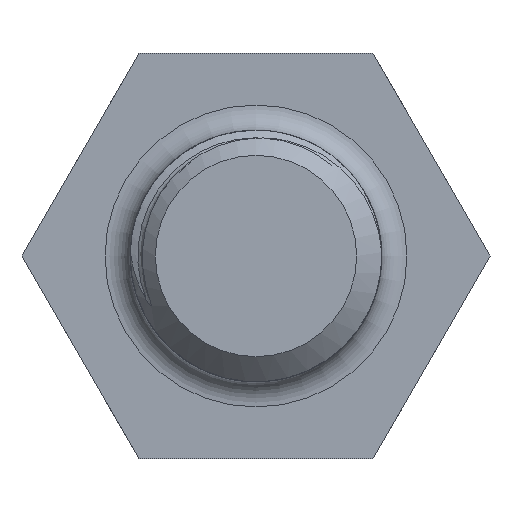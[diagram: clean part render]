
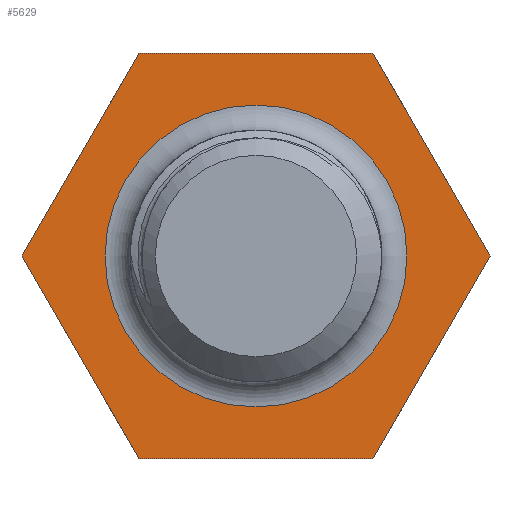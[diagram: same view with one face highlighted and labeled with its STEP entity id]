
A CAD part, front view. The second image highlights one B-rep face of the part: STEP entity #5629.
In plain terms, the highlighted planar face has unit normal (0, -1, 0).
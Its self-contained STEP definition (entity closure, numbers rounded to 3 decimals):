
#5563=CARTESIAN_POINT('',(0.0,0.0,0.0));
#5564=DIRECTION('',(0.0,1.0,0.0));
#5565=DIRECTION('',(0.0,-0.0,1.0));
#5566=AXIS2_PLACEMENT_3D('',#5563,#5564,#5565);
#5567=PLANE('',#5566);
#5568=CARTESIAN_POINT('',(0.,0.,6.0));
#5569=VERTEX_POINT('',#5568);
#5570=CARTESIAN_POINT('',(0.0,0.0,0.0));
#5571=DIRECTION('',(0.0,1.0,0.0));
#5572=DIRECTION('',(0.0,-0.0,1.0));
#5573=AXIS2_PLACEMENT_3D('',#5570,#5571,#5572);
#5574=CIRCLE('',#5573,6.0);
#5575=EDGE_CURVE('',#5569,#5569,#5574,.T.);
#5576=ORIENTED_EDGE('',*,*,#5575,.T.);
#5577=EDGE_LOOP('',(#5576));
#5578=FACE_BOUND('',#5577,.T.);
#5579=CARTESIAN_POINT('',(-4.65,0.0,-8.054));
#5580=VERTEX_POINT('',#5579);
#5581=CARTESIAN_POINT('',(-9.3,0.0,0.0));
#5582=VERTEX_POINT('',#5581);
#5583=CARTESIAN_POINT('',(-4.65,0.0,-8.054));
#5584=DIRECTION('',(-0.5,0.0,0.866));
#5585=VECTOR('',#5584,9.3);
#5586=LINE('',#5583,#5585);
#5587=EDGE_CURVE('',#5580,#5582,#5586,.T.);
#5588=ORIENTED_EDGE('',*,*,#5587,.F.);
#5589=CARTESIAN_POINT('',(4.65,0.0,-8.054));
#5590=VERTEX_POINT('',#5589);
#5591=CARTESIAN_POINT('',(4.65,0.0,-8.054));
#5592=DIRECTION('',(-1.0,0.0,0.));
#5593=VECTOR('',#5592,9.3);
#5594=LINE('',#5591,#5593);
#5595=EDGE_CURVE('',#5590,#5580,#5594,.T.);
#5596=ORIENTED_EDGE('',*,*,#5595,.F.);
#5597=CARTESIAN_POINT('',(9.3,0.0,0.));
#5598=VERTEX_POINT('',#5597);
#5599=CARTESIAN_POINT('',(9.3,0.0,0.));
#5600=DIRECTION('',(-0.5,0.0,-0.866));
#5601=VECTOR('',#5600,9.3);
#5602=LINE('',#5599,#5601);
#5603=EDGE_CURVE('',#5598,#5590,#5602,.T.);
#5604=ORIENTED_EDGE('',*,*,#5603,.F.);
#5605=CARTESIAN_POINT('',(4.65,0.0,8.054));
#5606=VERTEX_POINT('',#5605);
#5607=CARTESIAN_POINT('',(4.65,0.0,8.054));
#5608=DIRECTION('',(0.5,0.0,-0.866));
#5609=VECTOR('',#5608,9.3);
#5610=LINE('',#5607,#5609);
#5611=EDGE_CURVE('',#5606,#5598,#5610,.T.);
#5612=ORIENTED_EDGE('',*,*,#5611,.F.);
#5613=CARTESIAN_POINT('',(-4.65,0.0,8.054));
#5614=VERTEX_POINT('',#5613);
#5615=CARTESIAN_POINT('',(-4.65,0.0,8.054));
#5616=DIRECTION('',(1.0,0.0,0.));
#5617=VECTOR('',#5616,9.3);
#5618=LINE('',#5615,#5617);
#5619=EDGE_CURVE('',#5614,#5606,#5618,.T.);
#5620=ORIENTED_EDGE('',*,*,#5619,.F.);
#5621=CARTESIAN_POINT('',(-9.3,0.0,0.0));
#5622=DIRECTION('',(0.5,0.0,0.866));
#5623=VECTOR('',#5622,9.3);
#5624=LINE('',#5621,#5623);
#5625=EDGE_CURVE('',#5582,#5614,#5624,.T.);
#5626=ORIENTED_EDGE('',*,*,#5625,.F.);
#5627=EDGE_LOOP('',(#5588,#5596,#5604,#5612,#5620,#5626));
#5628=FACE_BOUND('',#5627,.T.);
#5629=ADVANCED_FACE('',(#5578,#5628),#5567,.F.);
